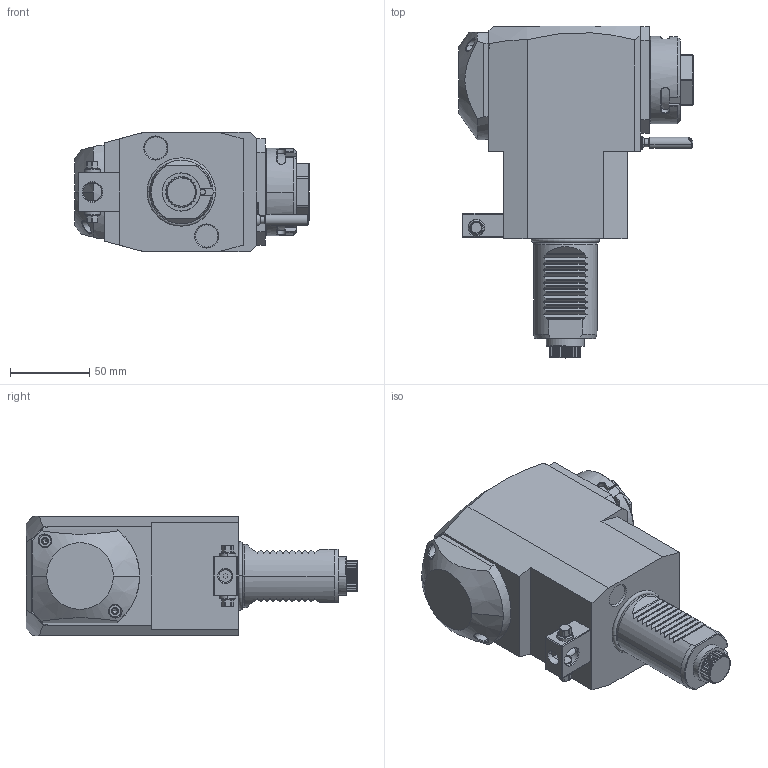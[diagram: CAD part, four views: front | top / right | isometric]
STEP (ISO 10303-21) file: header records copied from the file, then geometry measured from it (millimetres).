
FILE_DESCRIPTION((''),'2;1');
FILE_NAME('NGT1_40_235_32_1_3_100T','2024-10-22T',('vali'),('NOVA GRUP'),'PRO/ENGINEER BY PARAMETRIC TECHNOLOGY CORPORATION, 2010280','PRO/ENGINEER BY PARAMETRIC TECHNOLOGY CORPORATION, 2010280','');
FILE_SCHEMA(('CONFIG_CONTROL_DESIGN'));
Length unit declared in the file: millimetre
Products named in the file (1): NGT1_40_235_32_1_3_100T
Bounding box: 147.5 x 209 x 75 mm (x, y, z)
Volume: 1075047.8 mm3; surface area: 78823.9 mm2
Topology: 1 solids, 1 shells, 536 faces, 1494 edges, 979 vertices
Faces by surface type: plane 232, cylinder 194, cone 91, bspline 12, torus 5, sphere 2
Entity records: 22748 total; most frequent: CARTESIAN_POINT 9539, ORIENTED_EDGE 2980, DIRECTION 2448, EDGE_CURVE 1490, VERTEX_POINT 979, AXIS2_PLACEMENT_3D 870, VECTOR 708, LINE 708
